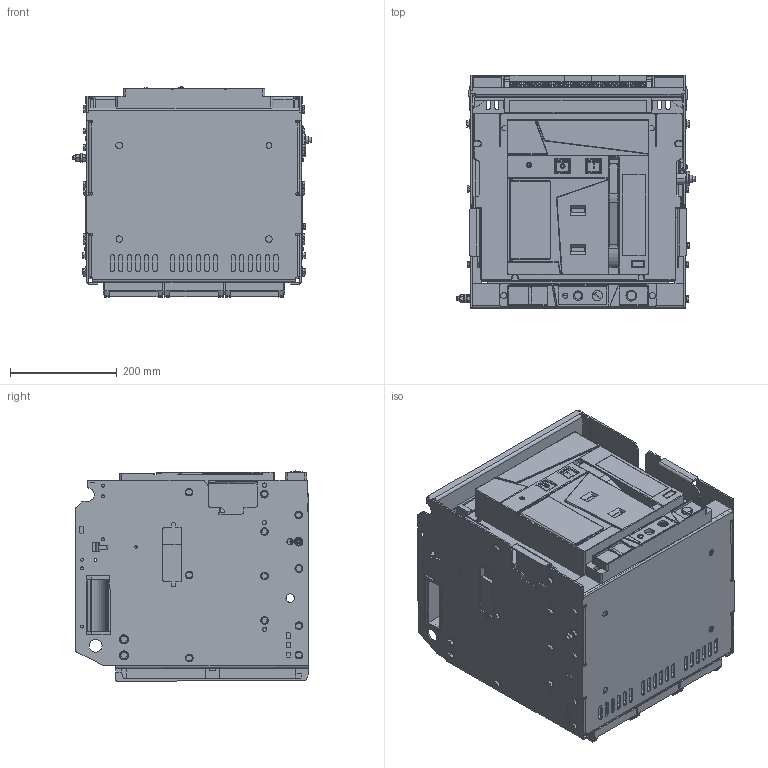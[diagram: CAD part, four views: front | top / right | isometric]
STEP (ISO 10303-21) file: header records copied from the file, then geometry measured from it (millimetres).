
FILE_DESCRIPTION (( 'STEP AP203' ), '1' );
FILE_NAME ('AR-ACB-3V(E,F) ACB ARMAT IEK.stp', '2023-11-30T08:25:59', ( '' ), ( '' ), 'SwSTEP 2.0', 'SolidWorks 2022', '' );
FILE_SCHEMA (( 'CONFIG_CONTROL_DESIGN' ));
Length unit declared in the file: millimetre
Products named in the file (2): AR-ACB-3V(E,F) ACB ARMAT IEK; AR-ACB-3V(E,F) ACB ARMAT IEK.stp
Assembly tree (1 placements, depth 2):
  AR-ACB-3V(E,F) ACB ARMAT IEK
    AR-ACB-3V(E,F) ACB ARMAT IEK.stp
Bounding box: 447.9 x 435.81 x 393.08 mm (x, y, z)
Volume: 45656355.7 mm3; surface area: 2686002.1 mm2
Topology: 10 solids, 12 shells, 4458 faces, 11627 edges, 7497 vertices
Faces by surface type: plane 2630, cylinder 1292, cone 368, torus 110, sphere 44, bspline 14
Entity records: 139222 total; most frequent: CARTESIAN_POINT 27624, ORIENTED_EDGE 23186, DIRECTION 23086, EDGE_CURVE 11593, VECTOR 7894, LINE 7894, AXIS2_PLACEMENT_3D 7596, VERTEX_POINT 7496
